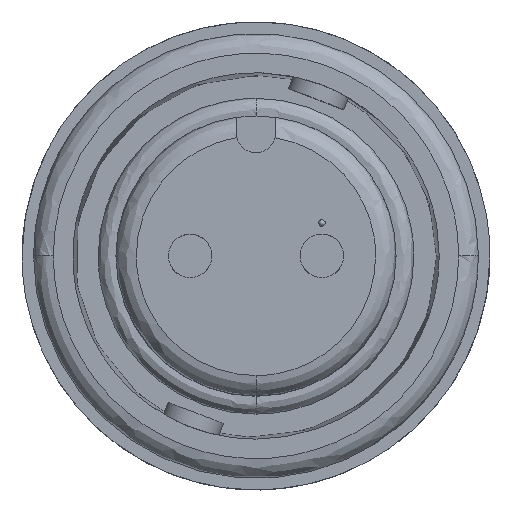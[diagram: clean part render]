
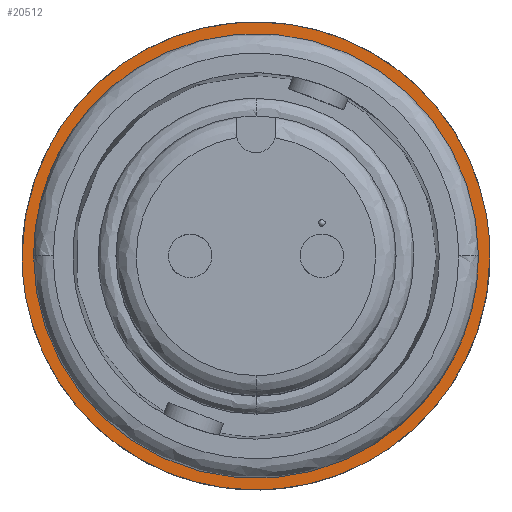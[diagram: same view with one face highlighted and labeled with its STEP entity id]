
A CAD part, top view. The second image highlights one B-rep face of the part: STEP entity #20512.
In plain terms, the highlighted planar face has unit normal (0, 0, 1).
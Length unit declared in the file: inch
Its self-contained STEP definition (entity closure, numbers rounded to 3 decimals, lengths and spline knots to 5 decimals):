
#280 = CARTESIAN_POINT ( 'NONE',  ( 0.31508, -0.12095, 0.248 ) ) ;
#340 = CARTESIAN_POINT ( 'NONE',  ( 0.28388, 0.21816, 0.248 ) ) ;
#399 = CARTESIAN_POINT ( 'NONE',  ( -0.31508, 0.12095, 0.248 ) ) ;
#673 = CARTESIAN_POINT ( 'NONE',  ( -0.3375, 0.04147, 0.248 ) ) ;
#801 = CARTESIAN_POINT ( 'NONE',  ( -0.17878, -0.31019, 0.248 ) ) ;
#1201 = CARTESIAN_POINT ( 'NONE',  ( 0.3375, 0., 0.248 ) ) ;
#1789 = ORIENTED_EDGE ( 'NONE', *, *, #20453, .F. ) ;
#1916 = VERTEX_POINT ( 'NONE', #14238 ) ;
#1929 = CARTESIAN_POINT ( 'NONE',  ( -0.34576, 0.09292, 0.248 ) ) ;
#2002 = CARTESIAN_POINT ( 'NONE',  ( 0.34576, 0.09292, 0.248 ) ) ;
#2383 = CARTESIAN_POINT ( 'NONE',  ( 0.355, -0.04647, 0.248 ) ) ;
#2452 = CARTESIAN_POINT ( 'NONE',  ( -0.28388, -0.21816, 0.248 ) ) ;
#3154 = AXIS2_PLACEMENT_3D ( 'NONE', #7058, #20350, #10421 ) ;
#3419 = ORIENTED_EDGE ( 'NONE', *, *, #8760, .F. ) ;
#3592 = CARTESIAN_POINT ( 'NONE',  ( -0.28388, 0.21816, 0.248 ) ) ;
#3660 = CARTESIAN_POINT ( 'NONE',  ( 0.355, 0., 0.248 ) ) ;
#3839 = VERTEX_POINT ( 'NONE', #7921 ) ;
#4042 = CARTESIAN_POINT ( 'NONE',  ( 0.34576, -0.09292, 0.248 ) ) ;
#4111 = CARTESIAN_POINT ( 'NONE',  ( -0.34576, -0.09292, 0.248 ) ) ;
#5254 = CARTESIAN_POINT ( 'NONE',  ( -0.17878, 0.31019, 0.248 ) ) ;
#5345 = ORIENTED_EDGE ( 'NONE', *, *, #10370, .F. ) ;
#5705 = CARTESIAN_POINT ( 'NONE',  ( 0.28388, -0.21816, 0.248 ) ) ;
#5778 = CARTESIAN_POINT ( 'NONE',  ( -0.355, 0., 0.248 ) ) ;
#6726 = CARTESIAN_POINT ( 'NONE',  ( -0.3375, 0., 0.248 ) ) ;
#6916 = CARTESIAN_POINT ( 'NONE',  ( -0.04647, 0.355, 0.248 ) ) ;
#7053 = ORIENTED_EDGE ( 'NONE', *, *, #15460, .F. ) ;
#7058 = CARTESIAN_POINT ( 'NONE',  ( 0.12095, 0.31508, 0.248 ) ) ;
#7383 = CARTESIAN_POINT ( 'NONE',  ( 0.17878, -0.31019, 0.248 ) ) ;
#7921 = CARTESIAN_POINT ( 'NONE',  ( 0.3375, 0., 0.248 ) ) ;
#8014 = CARTESIAN_POINT ( 'NONE',  ( -0.3375, 0., 0.248 ) ) ;
#8354 = CARTESIAN_POINT ( 'NONE',  ( -0.31508, 0.12095, 0.248 ) ) ;
#8596 = CARTESIAN_POINT ( 'NONE',  ( 0.09292, 0.34576, 0.248 ) ) ;
#8760 = EDGE_CURVE ( 'NONE', #13820, #3839, #9695, .T. ) ;
#9060 = CARTESIAN_POINT ( 'NONE',  ( 0.04647, -0.355, 0.248 ) ) ;
#9098 = VERTEX_POINT ( 'NONE', #8014 ) ;
#9463 = CARTESIAN_POINT ( 'NONE',  ( 0.31508, -0.12095, 0.248 ) ) ;
#9655 =( BOUNDED_CURVE ( )  B_SPLINE_CURVE ( 3, ( #16647, #13321, #18301, #8354 ),
 .UNSPECIFIED., .F., .F. ) 
 B_SPLINE_CURVE_WITH_KNOTS ( ( 4, 4 ),
 ( 0., 1. ),
 .UNSPECIFIED. ) 
 CURVE ( )  GEOMETRIC_REPRESENTATION_ITEM ( )  RATIONAL_B_SPLINE_CURVE ( ( 1., 0.455, 0.455, 1. ) ) 
 REPRESENTATION_ITEM ( '' )  );
#9695 =( BOUNDED_CURVE ( )  B_SPLINE_CURVE ( 3, ( #9463, #19394, #11161, #1201 ),
 .UNSPECIFIED., .F., .F. ) 
 B_SPLINE_CURVE_WITH_KNOTS ( ( 4, 4 ),
 ( 0., 1. ),
 .UNSPECIFIED. ) 
 CURVE ( )  GEOMETRIC_REPRESENTATION_ITEM ( )  RATIONAL_B_SPLINE_CURVE ( ( 1., 0.989, 0.989, 1. ) ) 
 REPRESENTATION_ITEM ( '' )  );
#10094 = CARTESIAN_POINT ( 'NONE',  ( 0.31508, -0.12095, 0.248 ) ) ;
#10277 = CARTESIAN_POINT ( 'NONE',  ( 0.21816, 0.28388, 0.248 ) ) ;
#10370 = EDGE_CURVE ( 'NONE', #9098, #13820, #15285, .T. ) ;
#10421 = DIRECTION ( 'NONE',  ( -1., 0., 0. ) ) ;
#10535 = VERTEX_POINT ( 'NONE', #13235 ) ;
#10632 = CARTESIAN_POINT ( 'NONE',  ( -0.32994, 0.08224, 0.248 ) ) ;
#10757 = CARTESIAN_POINT ( 'NONE',  ( -0.09292, -0.34576, 0.248 ) ) ;
#11008 = ORIENTED_EDGE ( 'NONE', *, *, #16696, .F. ) ;
#11161 = CARTESIAN_POINT ( 'NONE',  ( 0.3375, -0.04147, 0.248 ) ) ;
#11964 = CARTESIAN_POINT ( 'NONE',  ( 0.31019, 0.17878, 0.248 ) ) ;
#12281 = VERTEX_POINT ( 'NONE', #16516 ) ;
#12301 = CARTESIAN_POINT ( 'NONE',  ( -0.3375, 0., 0.248 ) ) ;
#12419 = CARTESIAN_POINT ( 'NONE',  ( -0.21816, -0.28388, 0.248 ) ) ;
#13235 = CARTESIAN_POINT ( 'NONE',  ( 0.355, 0., 0.248 ) ) ;
#13321 = CARTESIAN_POINT ( 'NONE',  ( 0.3375, 0.48641, 0.248 ) ) ;
#13555 = CARTESIAN_POINT ( 'NONE',  ( -0.31019, 0.17878, 0.248 ) ) ;
#13622 = CARTESIAN_POINT ( 'NONE',  ( 0.355, 0.04647, 0.248 ) ) ;
#13729 = FACE_BOUND ( 'NONE', #15879, .T. ) ;
#13820 = VERTEX_POINT ( 'NONE', #280 ) ;
#14020 = CARTESIAN_POINT ( 'NONE',  ( 0.355, 0., 0.248 ) ) ;
#14091 = CARTESIAN_POINT ( 'NONE',  ( -0.31019, -0.17878, 0.248 ) ) ;
#14238 = CARTESIAN_POINT ( 'NONE',  ( -0.31508, 0.12095, 0.248 ) ) ;
#14275 = EDGE_LOOP ( 'NONE', ( #7053, #1789 ) ) ;
#15226 = CARTESIAN_POINT ( 'NONE',  ( -0.21816, 0.28388, 0.248 ) ) ;
#15285 =( BOUNDED_CURVE ( )  B_SPLINE_CURVE ( 3, ( #6726, #16690, #20005, #10094 ),
 .UNSPECIFIED., .F., .F. ) 
 B_SPLINE_CURVE_WITH_KNOTS ( ( 4, 4 ),
 ( 0., 1. ),
 .UNSPECIFIED. ) 
 CURVE ( )  GEOMETRIC_REPRESENTATION_ITEM ( )  RATIONAL_B_SPLINE_CURVE ( ( 1., 0.455, 0.455, 1. ) ) 
 REPRESENTATION_ITEM ( '' )  );
#15460 = EDGE_CURVE ( 'NONE', #10535, #12281, #19978, .T. ) ;
#15682 = CARTESIAN_POINT ( 'NONE',  ( 0.31019, -0.17878, 0.248 ) ) ;
#15754 = CARTESIAN_POINT ( 'NONE',  ( -0.355, -0.04647, 0.248 ) ) ;
#15879 = EDGE_LOOP ( 'NONE', ( #5345, #11008, #19484, #3419 ) ) ;
#16516 = CARTESIAN_POINT ( 'NONE',  ( -0.355, 0., 0.248 ) ) ;
#16538 =( BOUNDED_CURVE ( )  B_SPLINE_CURVE ( 3, ( #399, #10632, #673, #12301 ),
 .UNSPECIFIED., .F., .F. ) 
 B_SPLINE_CURVE_WITH_KNOTS ( ( 4, 4 ),
 ( 0., 1. ),
 .UNSPECIFIED. ) 
 CURVE ( )  GEOMETRIC_REPRESENTATION_ITEM ( )  RATIONAL_B_SPLINE_CURVE ( ( 1., 0.989, 0.989, 1. ) ) 
 REPRESENTATION_ITEM ( '' )  );
#16647 = CARTESIAN_POINT ( 'NONE',  ( 0.3375, 0., 0.248 ) ) ;
#16690 = CARTESIAN_POINT ( 'NONE',  ( -0.3375, -0.48641, 0.248 ) ) ;
#16696 = EDGE_CURVE ( 'NONE', #1916, #9098, #16538, .T. ) ;
#16816 = CARTESIAN_POINT ( 'NONE',  ( -0.355, 0., 0.248 ) ) ;
#16886 = CARTESIAN_POINT ( 'NONE',  ( -0.09292, 0.34576, 0.248 ) ) ;
#17019 = PLANE ( 'NONE',  #3154 ) ;
#17335 = CARTESIAN_POINT ( 'NONE',  ( 0.21816, -0.28388, 0.248 ) ) ;
#17590 = FACE_OUTER_BOUND ( 'NONE', #14275, .T. ) ;
#18301 = CARTESIAN_POINT ( 'NONE',  ( -0.14077, 0.57506, 0.248 ) ) ;
#18420 = B_SPLINE_CURVE_WITH_KNOTS ( 'NONE', 3,
 ( #16816, #18463, #1929, #13555, #3592, #15226, #5254, #16886, #6916, #18535, #8596, #20206, #10277, #340, #11964, #2002, #13622, #3660 ),
 .UNSPECIFIED., .F., .F.,
 ( 4, 2, 2, 2, 2, 2, 2, 2, 4 ),
 ( 0., 0.125, 0.25, 0.375, 0.5, 0.625, 0.75, 0.875, 1. ),
 .UNSPECIFIED. ) ;
#18463 = CARTESIAN_POINT ( 'NONE',  ( -0.355, 0.04647, 0.248 ) ) ;
#18535 = CARTESIAN_POINT ( 'NONE',  ( 0.04647, 0.355, 0.248 ) ) ;
#19004 = CARTESIAN_POINT ( 'NONE',  ( 0.09292, -0.34576, 0.248 ) ) ;
#19025 = EDGE_CURVE ( 'NONE', #3839, #1916, #9655, .T. ) ;
#19394 = CARTESIAN_POINT ( 'NONE',  ( 0.32994, -0.08224, 0.248 ) ) ;
#19484 = ORIENTED_EDGE ( 'NONE', *, *, #19025, .F. ) ;
#19978 = B_SPLINE_CURVE_WITH_KNOTS ( 'NONE', 3,
 ( #14020, #2383, #4042, #15682, #5705, #17335, #7383, #19004, #9060, #20663, #10757, #801, #12419, #2452, #14091, #4111, #15754, #5778 ),
 .UNSPECIFIED., .F., .F.,
 ( 4, 2, 2, 2, 2, 2, 2, 2, 4 ),
 ( 0., 0.125, 0.25, 0.375, 0.5, 0.625, 0.75, 0.875, 1. ),
 .UNSPECIFIED. ) ;
#20005 = CARTESIAN_POINT ( 'NONE',  ( 0.14077, -0.57506, 0.248 ) ) ;
#20206 = CARTESIAN_POINT ( 'NONE',  ( 0.17878, 0.31019, 0.248 ) ) ;
#20350 = DIRECTION ( 'NONE',  ( 0., 0., -1. ) ) ;
#20453 = EDGE_CURVE ( 'NONE', #12281, #10535, #18420, .T. ) ;
#20512 = ADVANCED_FACE ( 'NONE', ( #17590, #13729 ), #17019, .F. ) ;
#20663 = CARTESIAN_POINT ( 'NONE',  ( -0.04647, -0.355, 0.248 ) ) ;
